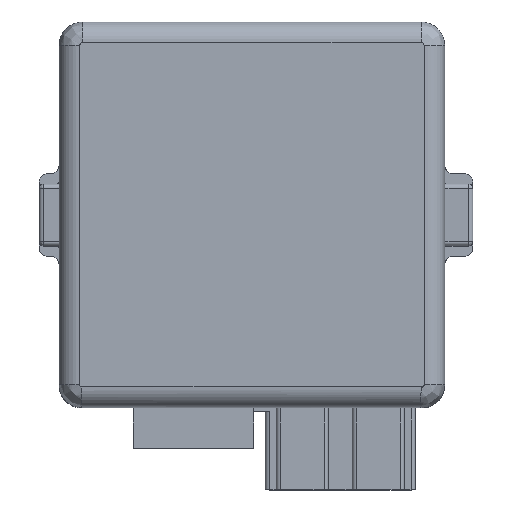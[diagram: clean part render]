
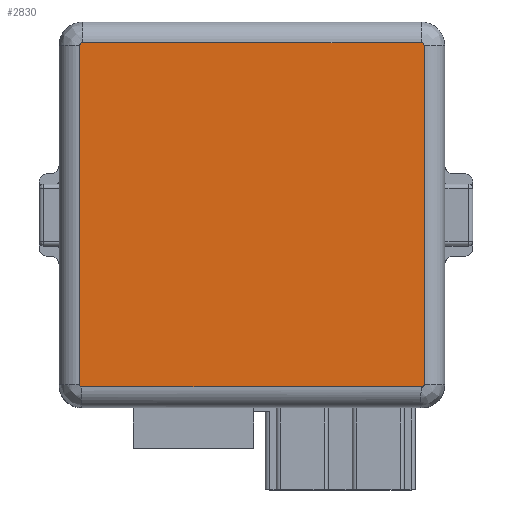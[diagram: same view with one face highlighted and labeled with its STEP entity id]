
A CAD part, top view. The second image highlights one B-rep face of the part: STEP entity #2830.
In plain terms, the highlighted planar face has unit normal (0, 0, 1).
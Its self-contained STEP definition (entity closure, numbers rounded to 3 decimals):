
#1142=PLANE('',#21412);
#1782=CIRCLE('',#21408,0.7);
#1783=CIRCLE('',#21409,0.696);
#1784=CIRCLE('',#21410,0.5);
#1785=CIRCLE('',#21411,0.5);
#2830=ADVANCED_FACE('',(#4110),#1142,.T.);
#4110=FACE_OUTER_BOUND('',#5370,.T.);
#5370=EDGE_LOOP('',(#14296,#14297,#14298,#14299,#14300,#14301,#14302,#14303));
#7409=LINE('',#38774,#9081);
#7410=LINE('',#38779,#9082);
#7411=LINE('',#38783,#9083);
#7412=LINE('',#38787,#9084);
#9081=VECTOR('',#25291,1.);
#9082=VECTOR('',#25294,1.);
#9083=VECTOR('',#25297,1.);
#9084=VECTOR('',#25300,1.);
#14296=ORIENTED_EDGE('',*,*,#19568,.T.);
#14297=ORIENTED_EDGE('',*,*,#19569,.T.);
#14298=ORIENTED_EDGE('',*,*,#19570,.T.);
#14299=ORIENTED_EDGE('',*,*,#19571,.T.);
#14300=ORIENTED_EDGE('',*,*,#19572,.T.);
#14301=ORIENTED_EDGE('',*,*,#19573,.T.);
#14302=ORIENTED_EDGE('',*,*,#19574,.T.);
#14303=ORIENTED_EDGE('',*,*,#19575,.T.);
#16839=VERTEX_POINT('',#38775);
#16840=VERTEX_POINT('',#38776);
#16841=VERTEX_POINT('',#38778);
#16842=VERTEX_POINT('',#38780);
#16843=VERTEX_POINT('',#38782);
#16844=VERTEX_POINT('',#38784);
#16845=VERTEX_POINT('',#38786);
#16846=VERTEX_POINT('',#38788);
#19568=EDGE_CURVE('',#16839,#16840,#7409,.T.);
#19569=EDGE_CURVE('',#16840,#16841,#1782,.T.);
#19570=EDGE_CURVE('',#16841,#16842,#7410,.T.);
#19571=EDGE_CURVE('',#16842,#16843,#1783,.T.);
#19572=EDGE_CURVE('',#16843,#16844,#7411,.T.);
#19573=EDGE_CURVE('',#16844,#16845,#1784,.T.);
#19574=EDGE_CURVE('',#16845,#16846,#7412,.T.);
#19575=EDGE_CURVE('',#16846,#16839,#1785,.T.);
#21408=AXIS2_PLACEMENT_3D('',#38777,#25292,#25293);
#21409=AXIS2_PLACEMENT_3D('',#38781,#25295,#25296);
#21410=AXIS2_PLACEMENT_3D('',#38785,#25298,#25299);
#21411=AXIS2_PLACEMENT_3D('',#38789,#25301,#25302);
#21412=AXIS2_PLACEMENT_3D('',#38790,#25303,#25304);
#25291=DIRECTION('',(0.,1.,0.));
#25292=DIRECTION('',(0.,0.,1.));
#25293=DIRECTION('',(1.,0.,0.));
#25294=DIRECTION('',(-1.,0.,0.));
#25295=DIRECTION('',(0.,0.,1.));
#25296=DIRECTION('',(0.,1.,0.));
#25297=DIRECTION('',(0.,-1.,0.));
#25298=DIRECTION('',(0.,0.,1.));
#25299=DIRECTION('',(-1.,0.,0.));
#25300=DIRECTION('',(1.,0.,0.));
#25301=DIRECTION('',(0.,0.,1.));
#25302=DIRECTION('',(-0.24,-0.971,0.));
#25303=DIRECTION('',(0.,0.,1.));
#25304=DIRECTION('',(1.,0.,0.));
#38774=CARTESIAN_POINT('',(41.7,-41.215,6.5));
#38775=CARTESIAN_POINT('',(41.7,-41.215,6.5));
#38776=CARTESIAN_POINT('',(41.7,41.,6.5));
#38777=CARTESIAN_POINT('',(41.,41.,6.5));
#38778=CARTESIAN_POINT('',(41.,41.7,6.5));
#38779=CARTESIAN_POINT('',(41.,41.7,6.5));
#38780=CARTESIAN_POINT('',(-41.004,41.7,6.5));
#38781=CARTESIAN_POINT('',(-41.004,41.004,6.5));
#38782=CARTESIAN_POINT('',(-41.7,41.004,6.5));
#38783=CARTESIAN_POINT('',(-41.7,41.004,6.5));
#38784=CARTESIAN_POINT('',(-41.7,-41.2,6.5));
#38785=CARTESIAN_POINT('',(-41.2,-41.2,6.5));
#38786=CARTESIAN_POINT('',(-41.2,-41.7,6.5));
#38787=CARTESIAN_POINT('',(-41.2,-41.7,6.5));
#38788=CARTESIAN_POINT('',(41.08,-41.7,6.5));
#38789=CARTESIAN_POINT('',(41.2,-41.215,6.5));
#38790=CARTESIAN_POINT('',(0.,0.,6.5));
